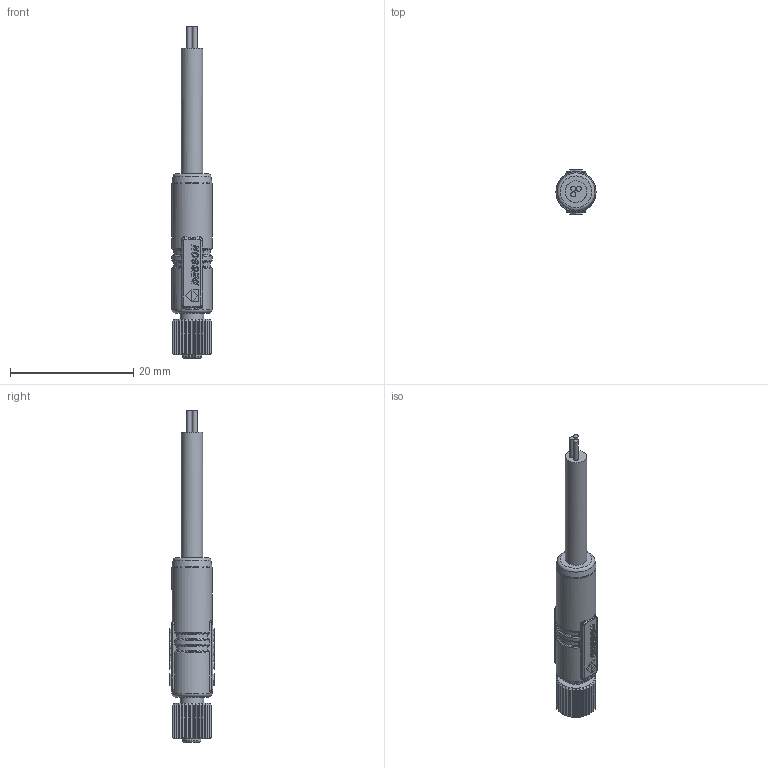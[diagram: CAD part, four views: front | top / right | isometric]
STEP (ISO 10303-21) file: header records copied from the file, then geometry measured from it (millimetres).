
FILE_DESCRIPTION(/* description */ (''),/* implementation_level */ '2;1');
FILE_NAME(/* name */ 'PM-M5A-03P-FF-SL7AXX-00A(H).stp',/* time_stamp */ '2020-04-24T15:55:20+08:00',/* author */ (''),/* organization */ (''),/* preprocessor_version */ 'ST-DEVELOPER v16.7',/* originating_system */ 'SIEMENS PLM Software NX 12.0',/* authorisation */ '');
FILE_SCHEMA (('AUTOMOTIVE_DESIGN { 1 0 10303 214 3 1 1 1 }'));
Length unit declared in the file: millimetre
Products named in the file (1): M5-3芯包塑母-直
Bounding box: 6.5 x 7.2 x 53.9 mm (x, y, z)
Surface area: 1274 mm2 (no closed solid volume)
Topology: 0 solids, 1 shells, 955 faces, 2697 edges, 1771 vertices
Faces by surface type: plane 731, cylinder 133, bspline 40, torus 22, cone 19, sphere 10
Full cylindrical faces by diameter (mm): 0.6 x6, 0.8 x3, 0.85 x3, 0.9 x3, 3.5 x1, 3.8 x1, 4.35 x1, 4.55 x1, 6.5 x2
Entity records: 38344 total; most frequent: CARTESIAN_POINT 10179, ORIENTED_EDGE 5216, DIRECTION 4432, EDGE_CURVE 2608, LINE 2018, VECTOR 2018, VERTEX_POINT 1731, AXIS2_PLACEMENT_3D 1207
